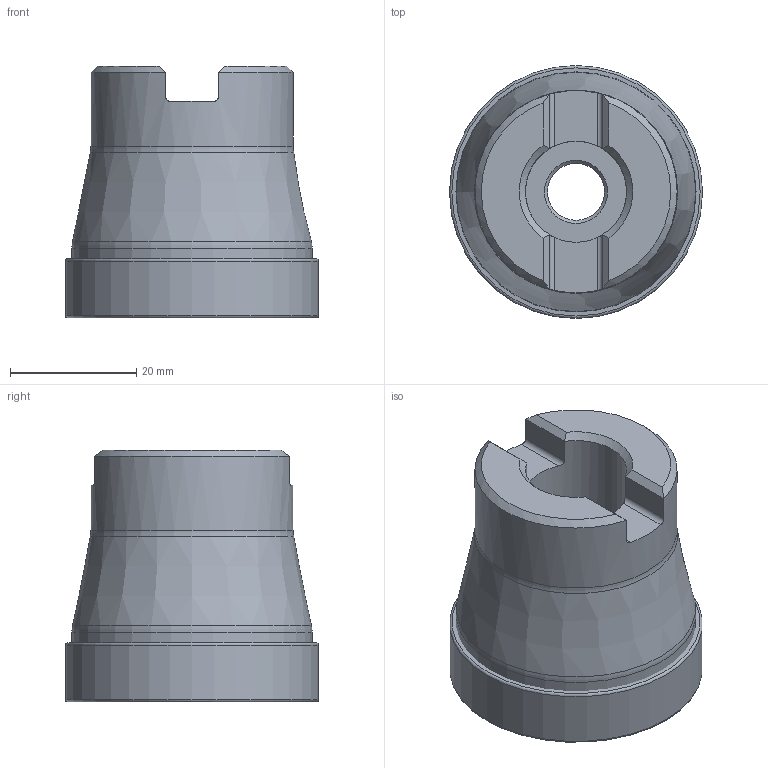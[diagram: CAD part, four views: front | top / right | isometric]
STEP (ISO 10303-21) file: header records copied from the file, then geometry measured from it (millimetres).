
FILE_DESCRIPTION(/* description */ (''),/* implementation_level */ '2;1');
FILE_NAME(/* name */ '40A05R_S90SO09_C_115009793ndi000_00_SIM.stp',/* time_stamp */ '2020-01-21T13:17:55+01:00',/* author */ (''),/* organization */ (''),/* preprocessor_version */ 'ST-DEVELOPER v16.7',/* originating_system */ 'SIEMENS PLM Software NX 12.0',/* authorisation */ '');
FILE_SCHEMA (('AUTOMOTIVE_DESIGN { 1 0 10303 214 3 1 1 1 }'));
Length unit declared in the file: millimetre
Products named in the file (1): wq705FE89182ge2k
Bounding box: 40.03 x 40.03 x 39.85 mm (x, y, z)
Volume: 38429.5 mm3; surface area: 11332.2 mm2
Topology: 2 solids, 2 shells, 46 faces, 107 edges, 64 vertices
Faces by surface type: plane 15, cylinder 10, revolution 8, cone 8, torus 5
Full cylindrical faces by diameter (mm): 9 x1, 14 x1, 16 x1, 17 x1, 32 x1, 38 x1
Entity records: 1373 total; most frequent: CARTESIAN_POINT 425, DIRECTION 184, ORIENTED_EDGE 154, EDGE_CURVE 77, AXIS2_PLACEMENT_3D 76, EDGE_LOOP 72, VERTEX_POINT 57, FACE_BOUND 52
